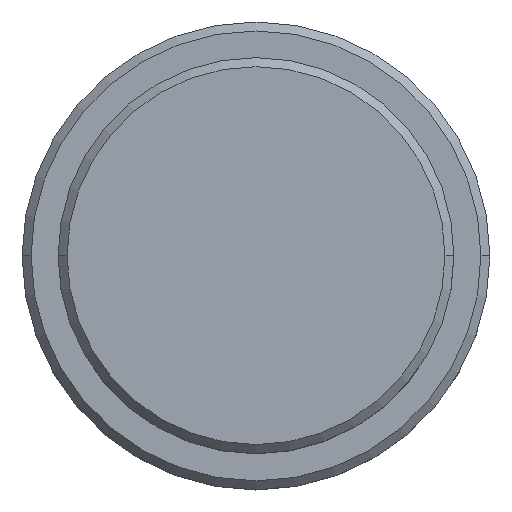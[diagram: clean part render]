
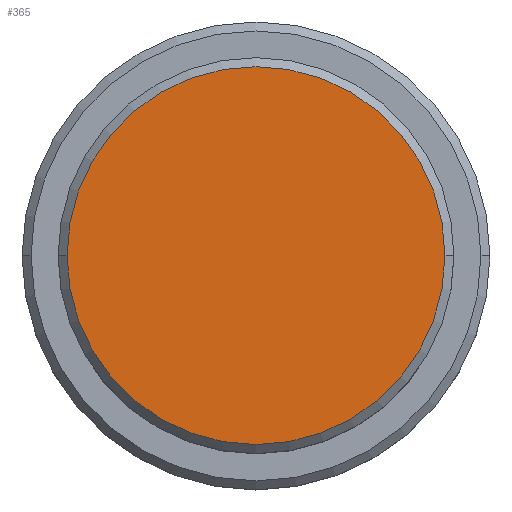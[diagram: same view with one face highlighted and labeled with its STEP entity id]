
A CAD part, top view. The second image highlights one B-rep face of the part: STEP entity #365.
In plain terms, the highlighted planar face has unit normal (0, 0, 1).
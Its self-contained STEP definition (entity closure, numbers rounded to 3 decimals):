
#68 = VERTEX_POINT ( 'NONE', #655 ) ;
#128 = DIRECTION ( 'NONE',  ( 0., 0., 1. ) ) ;
#138 = CARTESIAN_POINT ( 'NONE',  ( 10.5, 0., 0. ) ) ;
#287 = DIRECTION ( 'NONE',  ( 0., 0., 1. ) ) ;
#294 = FACE_OUTER_BOUND ( 'NONE', #845, .T. ) ;
#364 = DIRECTION ( 'NONE',  ( 1., 0., 0. ) ) ;
#365 = ADVANCED_FACE ( 'NONE', ( #294 ), #1063, .T. ) ;
#393 = CARTESIAN_POINT ( 'NONE',  ( 0., 0., 0. ) ) ;
#409 = AXIS2_PLACEMENT_3D ( 'NONE', #411, #1057, #491 ) ;
#411 = CARTESIAN_POINT ( 'NONE',  ( 0., 0., 0. ) ) ;
#470 = CARTESIAN_POINT ( 'NONE',  ( 0., 0., 0. ) ) ;
#491 = DIRECTION ( 'NONE',  ( 1., 0., 0. ) ) ;
#655 = CARTESIAN_POINT ( 'NONE',  ( -10.5, 0., 0. ) ) ;
#689 = EDGE_CURVE ( 'NONE', #991, #68, #974, .T. ) ;
#709 = ORIENTED_EDGE ( 'NONE', *, *, #689, .T. ) ;
#789 = AXIS2_PLACEMENT_3D ( 'NONE', #470, #128, #364 ) ;
#813 = AXIS2_PLACEMENT_3D ( 'NONE', #393, #287, #1163 ) ;
#845 = EDGE_LOOP ( 'NONE', ( #922, #709 ) ) ;
#922 = ORIENTED_EDGE ( 'NONE', *, *, #1100, .T. ) ;
#974 = CIRCLE ( 'NONE', #789, 10.5 ) ;
#991 = VERTEX_POINT ( 'NONE', #138 ) ;
#1020 = CIRCLE ( 'NONE', #813, 10.5 ) ;
#1057 = DIRECTION ( 'NONE',  ( 0., 0., 1. ) ) ;
#1063 = PLANE ( 'NONE',  #409 ) ;
#1100 = EDGE_CURVE ( 'NONE', #68, #991, #1020, .T. ) ;
#1163 = DIRECTION ( 'NONE',  ( 1., 0., 0. ) ) ;
